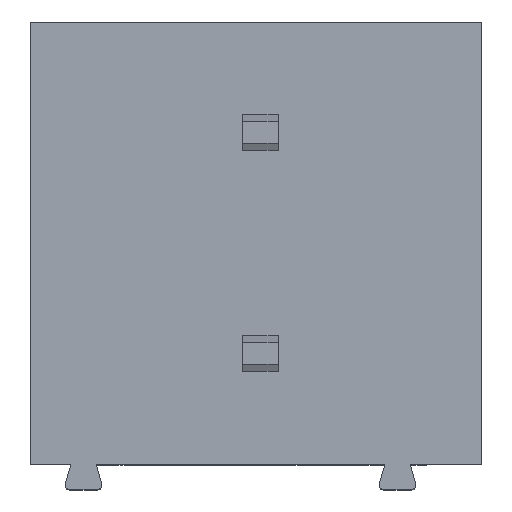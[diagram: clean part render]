
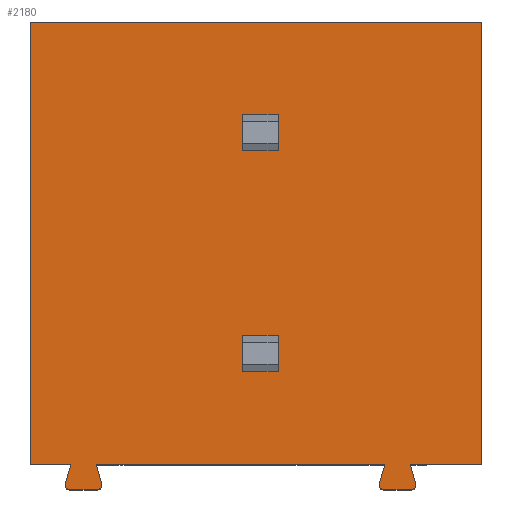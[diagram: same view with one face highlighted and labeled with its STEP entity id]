
A CAD part, top view. The second image highlights one B-rep face of the part: STEP entity #2180.
In plain terms, the highlighted planar face has unit normal (0, 0, 1).
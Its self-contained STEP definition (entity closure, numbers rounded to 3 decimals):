
#510=DIRECTION('',(0.,-1.,0.));
#511=VECTOR('',#510,10.);
#512=CARTESIAN_POINT('',(-32.853,14.177,14.));
#513=LINE('',#512,#511);
#522=DIRECTION('',(1.,0.,0.));
#523=VECTOR('',#522,10.2);
#524=CARTESIAN_POINT('',(-43.053,14.177,14.));
#525=LINE('',#524,#523);
#526=DIRECTION('',(-0.276,0.961,0.));
#527=VECTOR('',#526,0.46);
#528=CARTESIAN_POINT('',(-34.341,3.734,14.));
#529=LINE('',#528,#527);
#530=CARTESIAN_POINT('',(-34.437,3.707,14.));
#531=DIRECTION('',(0.,0.,1.));
#532=DIRECTION('',(0.,-1.,0.));
#533=AXIS2_PLACEMENT_3D('',#530,#531,#532);
#535=CARTESIAN_POINT('',(-35.069,3.707,14.));
#536=DIRECTION('',(0.,0.,1.));
#537=DIRECTION('',(-0.961,0.276,0.));
#538=AXIS2_PLACEMENT_3D('',#535,#536,#537);
#540=DIRECTION('',(-0.276,-0.961,0.));
#541=VECTOR('',#540,0.46);
#542=CARTESIAN_POINT('',(-35.038,4.177,14.));
#543=LINE('',#542,#541);
#544=DIRECTION('',(-0.276,0.961,0.));
#545=VECTOR('',#544,0.46);
#546=CARTESIAN_POINT('',(-41.441,3.734,14.));
#547=LINE('',#546,#545);
#548=CARTESIAN_POINT('',(-41.537,3.707,14.));
#549=DIRECTION('',(0.,0.,1.));
#550=DIRECTION('',(0.,-1.,0.));
#551=AXIS2_PLACEMENT_3D('',#548,#549,#550);
#553=CARTESIAN_POINT('',(-42.169,3.707,14.));
#554=DIRECTION('',(0.,0.,1.));
#555=DIRECTION('',(-0.961,0.276,0.));
#556=AXIS2_PLACEMENT_3D('',#553,#554,#555);
#558=DIRECTION('',(-0.276,-0.961,0.));
#559=VECTOR('',#558,0.46);
#560=CARTESIAN_POINT('',(-42.138,4.177,14.));
#561=LINE('',#560,#559);
#566=DIRECTION('',(0.,-1.,0.));
#567=VECTOR('',#566,0.8);
#568=CARTESIAN_POINT('',(-38.253,7.077,14.));
#569=LINE('',#568,#567);
#578=DIRECTION('',(1.,0.,0.));
#579=VECTOR('',#578,0.8);
#580=CARTESIAN_POINT('',(-38.253,6.277,14.));
#581=LINE('',#580,#579);
#586=DIRECTION('',(0.,1.,0.));
#587=VECTOR('',#586,0.8);
#588=CARTESIAN_POINT('',(-37.453,6.277,14.));
#589=LINE('',#588,#587);
#606=DIRECTION('',(-1.,0.,0.));
#607=VECTOR('',#606,0.8);
#608=CARTESIAN_POINT('',(-37.453,7.077,14.));
#609=LINE('',#608,#607);
#634=DIRECTION('',(1.,0.,0.));
#635=VECTOR('',#634,0.8);
#636=CARTESIAN_POINT('',(-38.253,11.277,14.));
#637=LINE('',#636,#635);
#642=DIRECTION('',(0.,1.,0.));
#643=VECTOR('',#642,0.8);
#644=CARTESIAN_POINT('',(-37.453,11.277,14.));
#645=LINE('',#644,#643);
#662=DIRECTION('',(-1.,0.,0.));
#663=VECTOR('',#662,0.8);
#664=CARTESIAN_POINT('',(-37.453,12.077,14.));
#665=LINE('',#664,#663);
#670=DIRECTION('',(0.,-1.,0.));
#671=VECTOR('',#670,0.8);
#672=CARTESIAN_POINT('',(-38.253,12.077,14.));
#673=LINE('',#672,#671);
#737=DIRECTION('',(0.,1.,0.));
#738=VECTOR('',#737,10.);
#739=CARTESIAN_POINT('',(-43.053,4.177,14.));
#740=LINE('',#739,#738);
#921=DIRECTION('',(-1.,0.,0.));
#922=VECTOR('',#921,0.915);
#923=CARTESIAN_POINT('',(-42.138,4.177,14.));
#924=LINE('',#923,#922);
#925=DIRECTION('',(-1.,0.,0.));
#926=VECTOR('',#925,6.53);
#927=CARTESIAN_POINT('',(-35.038,4.177,14.));
#928=LINE('',#927,#926);
#929=DIRECTION('',(-1.,0.,0.));
#930=VECTOR('',#929,1.615);
#931=CARTESIAN_POINT('',(-32.853,4.177,14.));
#932=LINE('',#931,#930);
#972=DIRECTION('',(-1.,0.,0.));
#973=VECTOR('',#972,0.631);
#974=CARTESIAN_POINT('',(-41.537,3.607,14.));
#975=LINE('',#974,#973);
#1026=DIRECTION('',(-1.,0.,0.));
#1027=VECTOR('',#1026,0.631);
#1028=CARTESIAN_POINT('',(-34.437,3.607,14.));
#1029=LINE('',#1028,#1027);
#1284=CARTESIAN_POINT('',(-37.453,12.077,14.));
#1285=VERTEX_POINT('',#1284);
#1286=CARTESIAN_POINT('',(-37.453,11.277,14.));
#1287=VERTEX_POINT('',#1286);
#1288=CARTESIAN_POINT('',(-38.253,12.077,14.));
#1289=VERTEX_POINT('',#1288);
#1290=CARTESIAN_POINT('',(-38.253,11.277,14.));
#1291=VERTEX_POINT('',#1290);
#1293=CARTESIAN_POINT('',(-32.853,14.177,14.));
#1295=VERTEX_POINT('',#1293);
#1308=CARTESIAN_POINT('',(-43.053,14.177,14.));
#1309=VERTEX_POINT('',#1308);
#1338=CARTESIAN_POINT('',(-38.253,7.077,14.));
#1339=CARTESIAN_POINT('',(-38.253,6.277,14.));
#1340=VERTEX_POINT('',#1338);
#1341=VERTEX_POINT('',#1339);
#1342=CARTESIAN_POINT('',(-37.453,7.077,14.));
#1343=VERTEX_POINT('',#1342);
#1344=CARTESIAN_POINT('',(-37.453,6.277,14.));
#1345=VERTEX_POINT('',#1344);
#1346=CARTESIAN_POINT('',(-43.053,4.177,14.));
#1347=VERTEX_POINT('',#1346);
#1348=CARTESIAN_POINT('',(-42.138,4.177,14.));
#1349=VERTEX_POINT('',#1348);
#1350=CARTESIAN_POINT('',(-42.265,3.734,14.));
#1351=VERTEX_POINT('',#1350);
#1352=CARTESIAN_POINT('',(-42.169,3.607,14.));
#1353=VERTEX_POINT('',#1352);
#1354=CARTESIAN_POINT('',(-41.537,3.607,14.));
#1355=VERTEX_POINT('',#1354);
#1356=CARTESIAN_POINT('',(-41.441,3.734,14.));
#1357=VERTEX_POINT('',#1356);
#1358=CARTESIAN_POINT('',(-41.568,4.177,14.));
#1359=VERTEX_POINT('',#1358);
#1360=CARTESIAN_POINT('',(-35.038,4.177,14.));
#1361=VERTEX_POINT('',#1360);
#1362=CARTESIAN_POINT('',(-35.165,3.734,14.));
#1363=VERTEX_POINT('',#1362);
#1364=CARTESIAN_POINT('',(-35.069,3.607,14.));
#1365=VERTEX_POINT('',#1364);
#1366=CARTESIAN_POINT('',(-34.437,3.607,14.));
#1367=VERTEX_POINT('',#1366);
#1368=CARTESIAN_POINT('',(-34.341,3.734,14.));
#1369=VERTEX_POINT('',#1368);
#1370=CARTESIAN_POINT('',(-34.468,4.177,14.));
#1371=VERTEX_POINT('',#1370);
#1372=CARTESIAN_POINT('',(-32.853,4.177,14.));
#1373=VERTEX_POINT('',#1372);
#2122=CARTESIAN_POINT('',(-42.169,-16.293,
14.));
#2123=DIRECTION('',(0.,0.,1.));
#2124=DIRECTION('',(-1.,0.,0.));
#2125=AXIS2_PLACEMENT_3D('',#2122,#2123,#2124);
#2126=PLANE('',#2125);
#2128=ORIENTED_EDGE('',*,*,#2127,.T.);
#2129=ORIENTED_EDGE('',*,*,#2107,.T.);
#2131=ORIENTED_EDGE('',*,*,#2130,.T.);
#2133=ORIENTED_EDGE('',*,*,#2132,.F.);
#2135=ORIENTED_EDGE('',*,*,#2134,.F.);
#2137=ORIENTED_EDGE('',*,*,#2136,.T.);
#2139=ORIENTED_EDGE('',*,*,#2138,.F.);
#2141=ORIENTED_EDGE('',*,*,#2140,.F.);
#2143=ORIENTED_EDGE('',*,*,#2142,.T.);
#2145=ORIENTED_EDGE('',*,*,#2144,.F.);
#2147=ORIENTED_EDGE('',*,*,#2146,.F.);
#2149=ORIENTED_EDGE('',*,*,#2148,.T.);
#2151=ORIENTED_EDGE('',*,*,#2150,.F.);
#2153=ORIENTED_EDGE('',*,*,#2152,.F.);
#2155=ORIENTED_EDGE('',*,*,#2154,.T.);
#2157=ORIENTED_EDGE('',*,*,#2156,.T.);
#2158=EDGE_LOOP('',(#2128,#2129,#2131,#2133,#2135,#2137,#2139,#2141,#2143,#2145,
#2147,#2149,#2151,#2153,#2155,#2157));
#2159=FACE_OUTER_BOUND('',#2158,.F.);
#2161=ORIENTED_EDGE('',*,*,#2160,.T.);
#2163=ORIENTED_EDGE('',*,*,#2162,.T.);
#2165=ORIENTED_EDGE('',*,*,#2164,.T.);
#2167=ORIENTED_EDGE('',*,*,#2166,.T.);
#2168=EDGE_LOOP('',(#2161,#2163,#2165,#2167));
#2169=FACE_BOUND('',#2168,.F.);
#2171=ORIENTED_EDGE('',*,*,#2170,.T.);
#2173=ORIENTED_EDGE('',*,*,#2172,.T.);
#2175=ORIENTED_EDGE('',*,*,#2174,.T.);
#2177=ORIENTED_EDGE('',*,*,#2176,.T.);
#2178=EDGE_LOOP('',(#2171,#2173,#2175,#2177));
#2179=FACE_BOUND('',#2178,.F.);
#534=CIRCLE('',#533,0.1);
#539=CIRCLE('',#538,0.1);
#552=CIRCLE('',#551,0.1);
#557=CIRCLE('',#556,0.1);
#2107=EDGE_CURVE('',#1295,#1373,#513,.T.);
#2127=EDGE_CURVE('',#1309,#1295,#525,.T.);
#2130=EDGE_CURVE('',#1373,#1371,#932,.T.);
#2132=EDGE_CURVE('',#1369,#1371,#529,.T.);
#2134=EDGE_CURVE('',#1367,#1369,#534,.T.);
#2136=EDGE_CURVE('',#1367,#1365,#1029,.T.);
#2138=EDGE_CURVE('',#1363,#1365,#539,.T.);
#2140=EDGE_CURVE('',#1361,#1363,#543,.T.);
#2142=EDGE_CURVE('',#1361,#1359,#928,.T.);
#2144=EDGE_CURVE('',#1357,#1359,#547,.T.);
#2146=EDGE_CURVE('',#1355,#1357,#552,.T.);
#2148=EDGE_CURVE('',#1355,#1353,#975,.T.);
#2150=EDGE_CURVE('',#1351,#1353,#557,.T.);
#2152=EDGE_CURVE('',#1349,#1351,#561,.T.);
#2154=EDGE_CURVE('',#1349,#1347,#924,.T.);
#2156=EDGE_CURVE('',#1347,#1309,#740,.T.);
#2160=EDGE_CURVE('',#1291,#1287,#637,.T.);
#2162=EDGE_CURVE('',#1287,#1285,#645,.T.);
#2164=EDGE_CURVE('',#1285,#1289,#665,.T.);
#2166=EDGE_CURVE('',#1289,#1291,#673,.T.);
#2170=EDGE_CURVE('',#1340,#1341,#569,.T.);
#2172=EDGE_CURVE('',#1341,#1345,#581,.T.);
#2174=EDGE_CURVE('',#1345,#1343,#589,.T.);
#2176=EDGE_CURVE('',#1343,#1340,#609,.T.);
#2180=ADVANCED_FACE('',(#2159,#2169,#2179),#2126,.T.);
